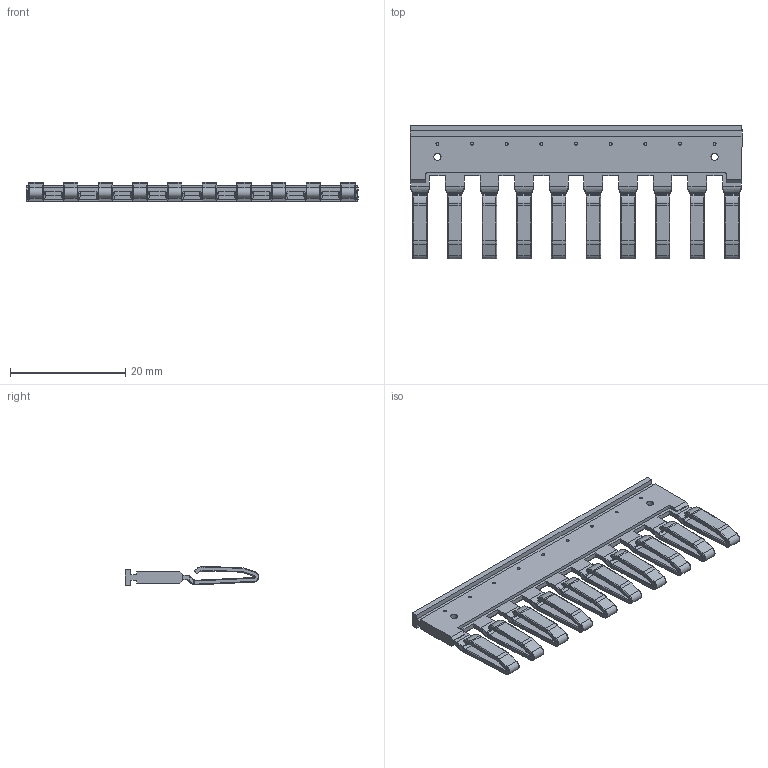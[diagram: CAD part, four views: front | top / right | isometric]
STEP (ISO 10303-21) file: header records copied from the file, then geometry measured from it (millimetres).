
FILE_DESCRIPTION (( 'STEP AP214' ), '1' );
FILE_NAME ('KN-10JM10.step', '2015-05-04T11:23:43', ( '' ), ( '' ), 'SwSTEP 2.0', 'SolidWorks 2014', '' );
FILE_SCHEMA (( 'AUTOMOTIVE_DESIGN' ));
Length unit declared in the file: millimetre
Products named in the file (1): KN-10JM10
Bounding box: 57.5 x 23.19 x 3.3 mm (x, y, z)
Volume: 1490.8 mm3; surface area: 3188 mm2
Topology: 1 solids, 1 shells, 998 faces, 2404 edges, 1406 vertices
Faces by surface type: cylinder 424, plane 224, torus 180, bspline 120, sphere 50
Entity records: 32555 total; most frequent: CARTESIAN_POINT 9389, DIRECTION 4730, ORIENTED_EDGE 4728, EDGE_CURVE 2364, AXIS2_PLACEMENT_3D 1887, VERTEX_POINT 1386, EDGE_LOOP 1020, CIRCLE 1008
